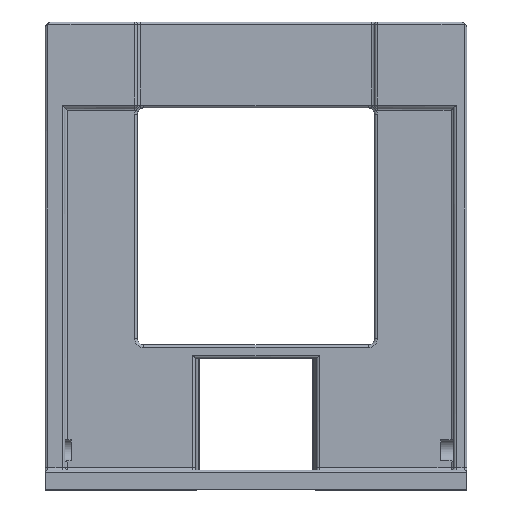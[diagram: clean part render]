
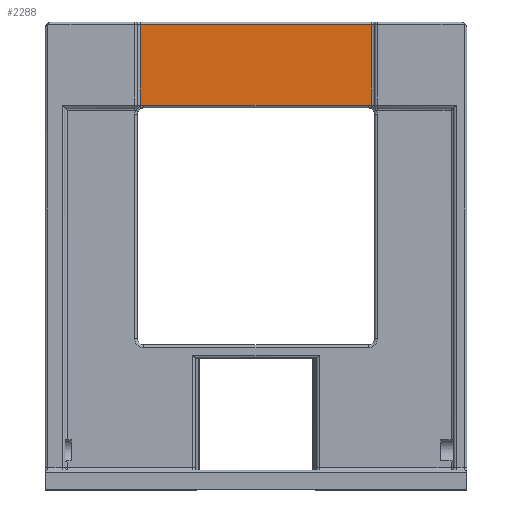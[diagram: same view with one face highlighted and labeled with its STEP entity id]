
A CAD part, top view. The second image highlights one B-rep face of the part: STEP entity #2288.
In plain terms, the highlighted planar face has unit normal (0, 0, 1).
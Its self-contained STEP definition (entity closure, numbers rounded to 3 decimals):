
#69 = AXIS2_PLACEMENT_3D ( 'NONE', #359, #2470, #4536 ) ;
#123 = AXIS2_PLACEMENT_3D ( 'NONE', #1546, #4032, #3650 ) ;
#191 = PLANE ( 'NONE',  #2263 ) ;
#215 = EDGE_CURVE ( 'NONE', #834, #3492, #340, .T. ) ;
#217 = CIRCLE ( 'NONE', #69, 0.4 ) ;
#241 = VERTEX_POINT ( 'NONE', #4307 ) ;
#280 = EDGE_CURVE ( 'NONE', #762, #834, #3135, .T. ) ;
#290 = DIRECTION ( 'NONE',  ( 0., 1., 0. ) ) ;
#340 = CIRCLE ( 'NONE', #123, 0.4 ) ;
#359 = CARTESIAN_POINT ( 'NONE',  ( -9.2, 29.2, 1.2 ) ) ;
#369 = AXIS2_PLACEMENT_3D ( 'NONE', #3967, #3771, #1350 ) ;
#488 = CARTESIAN_POINT ( 'NONE',  ( -8.806, 29.129, 1.2 ) ) ;
#717 = ORIENTED_EDGE ( 'NONE', *, *, #2702, .T. ) ;
#748 = ORIENTED_EDGE ( 'NONE', *, *, #280, .T. ) ;
#762 = VERTEX_POINT ( 'NONE', #1374 ) ;
#795 = DIRECTION ( 'NONE',  ( 1., 0., 0. ) ) ;
#834 = VERTEX_POINT ( 'NONE', #1691 ) ;
#887 = DIRECTION ( 'NONE',  ( -1., 0., 0. ) ) ;
#950 = CARTESIAN_POINT ( 'NONE',  ( 8.8, 35.5, 1.2 ) ) ;
#1049 = VERTEX_POINT ( 'NONE', #488 ) ;
#1170 = VECTOR ( 'NONE', #1421, 1000. ) ;
#1180 = VECTOR ( 'NONE', #1412, 1000. ) ;
#1196 = FACE_OUTER_BOUND ( 'NONE', #2115, .T. ) ;
#1312 = CIRCLE ( 'NONE', #369, 0.7 ) ;
#1316 = LINE ( 'NONE', #950, #3664 ) ;
#1342 = LINE ( 'NONE', #2055, #1180 ) ;
#1350 = DIRECTION ( 'NONE',  ( -1., 0., 0. ) ) ;
#1374 = CARTESIAN_POINT ( 'NONE',  ( 8.5, 29.2, 1.2 ) ) ;
#1412 = DIRECTION ( 'NONE',  ( -1., 0., 0. ) ) ;
#1421 = DIRECTION ( 'NONE',  ( 0., -1., 0. ) ) ;
#1434 = ORIENTED_EDGE ( 'NONE', *, *, #2988, .T. ) ;
#1469 = ORIENTED_EDGE ( 'NONE', *, *, #2828, .T. ) ;
#1540 = EDGE_CURVE ( 'NONE', #3492, #4355, #1316, .T. ) ;
#1541 = ORIENTED_EDGE ( 'NONE', *, *, #215, .T. ) ;
#1546 = CARTESIAN_POINT ( 'NONE',  ( 9.2, 29.2, 1.2 ) ) ;
#1568 = CARTESIAN_POINT ( 'NONE',  ( 8.5, 28.5, 1.2 ) ) ;
#1639 = EDGE_CURVE ( 'NONE', #3796, #1049, #217, .T. ) ;
#1691 = CARTESIAN_POINT ( 'NONE',  ( 8.806, 29.129, 1.2 ) ) ;
#1804 = AXIS2_PLACEMENT_3D ( 'NONE', #1568, #2978, #887 ) ;
#2055 = CARTESIAN_POINT ( 'NONE',  ( 0., 35.3, 1.2 ) ) ;
#2115 = EDGE_LOOP ( 'NONE', ( #717, #748, #1541, #3811, #2375, #1434, #2359, #1469 ) ) ;
#2216 = LINE ( 'NONE', #4236, #2707 ) ;
#2263 = AXIS2_PLACEMENT_3D ( 'NONE', #3344, #2313, #4407 ) ;
#2288 = ADVANCED_FACE ( 'NONE', ( #1196 ), #191, .F. ) ;
#2313 = DIRECTION ( 'NONE',  ( 0., 0., -1. ) ) ;
#2359 = ORIENTED_EDGE ( 'NONE', *, *, #1639, .T. ) ;
#2375 = ORIENTED_EDGE ( 'NONE', *, *, #3737, .T. ) ;
#2470 = DIRECTION ( 'NONE',  ( 0., 0., -1. ) ) ;
#2702 = EDGE_CURVE ( 'NONE', #241, #762, #2216, .T. ) ;
#2707 = VECTOR ( 'NONE', #795, 1000. ) ;
#2828 = EDGE_CURVE ( 'NONE', #1049, #241, #1312, .T. ) ;
#2978 = DIRECTION ( 'NONE',  ( 0., 0., -1. ) ) ;
#2988 = EDGE_CURVE ( 'NONE', #4360, #3796, #3864, .T. ) ;
#3135 = CIRCLE ( 'NONE', #1804, 0.7 ) ;
#3161 = CARTESIAN_POINT ( 'NONE',  ( -8.8, 29.2, 1.2 ) ) ;
#3197 = CARTESIAN_POINT ( 'NONE',  ( -8.8, 29.2, 1.2 ) ) ;
#3344 = CARTESIAN_POINT ( 'NONE',  ( 0., 0., 1.2 ) ) ;
#3370 = CARTESIAN_POINT ( 'NONE',  ( -8.8, 35.3, 1.2 ) ) ;
#3492 = VERTEX_POINT ( 'NONE', #4310 ) ;
#3650 = DIRECTION ( 'NONE',  ( -1., 0., 0. ) ) ;
#3664 = VECTOR ( 'NONE', #290, 1000. ) ;
#3737 = EDGE_CURVE ( 'NONE', #4355, #4360, #1342, .T. ) ;
#3771 = DIRECTION ( 'NONE',  ( 0., 0., -1. ) ) ;
#3796 = VERTEX_POINT ( 'NONE', #3197 ) ;
#3811 = ORIENTED_EDGE ( 'NONE', *, *, #1540, .T. ) ;
#3864 = LINE ( 'NONE', #3161, #1170 ) ;
#3967 = CARTESIAN_POINT ( 'NONE',  ( -8.5, 28.5, 1.2 ) ) ;
#4032 = DIRECTION ( 'NONE',  ( 0., 0., -1. ) ) ;
#4236 = CARTESIAN_POINT ( 'NONE',  ( 0., 29.2, 1.2 ) ) ;
#4307 = CARTESIAN_POINT ( 'NONE',  ( -8.5, 29.2, 1.2 ) ) ;
#4310 = CARTESIAN_POINT ( 'NONE',  ( 8.8, 29.2, 1.2 ) ) ;
#4355 = VERTEX_POINT ( 'NONE', #4430 ) ;
#4360 = VERTEX_POINT ( 'NONE', #3370 ) ;
#4407 = DIRECTION ( 'NONE',  ( -1., 0., 0. ) ) ;
#4430 = CARTESIAN_POINT ( 'NONE',  ( 8.8, 35.3, 1.2 ) ) ;
#4536 = DIRECTION ( 'NONE',  ( -1., 0., 0. ) ) ;
